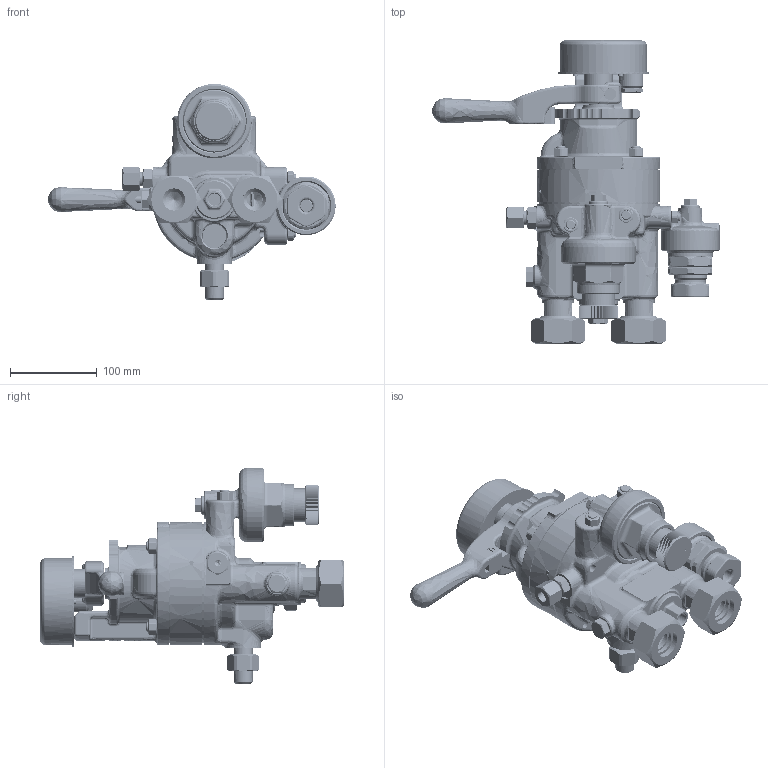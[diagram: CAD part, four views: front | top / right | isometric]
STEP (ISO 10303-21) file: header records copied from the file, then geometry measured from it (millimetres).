
FILE_DESCRIPTION(('FreeCAD Model'),'2;1');
FILE_NAME('Open CASCADE Shape Model','2025-05-07T20:56:10',('FreeCAD'),( 'FreeCAD'),'Open CASCADE STEP processor 7.6','FreeCAD','Unknown');
FILE_SCHEMA(('AUTOMOTIVE_DESIGN { 1 0 10303 214 1 1 1 1 }'));
Products named in the file (1): Open CASCADE STEP translator 7.6 1
Bounding box: 331.38 x 349.17 x 248.89 mm (x, y, z)
Surface area: 559001.7 mm2 (no closed solid volume)
Topology: 0 solids, 1 shells, 4199 faces, 10924 edges, 6835 vertices
Faces by surface type: bspline 4199
Entity records: 230560 total; most frequent: CARTESIAN_POINT 168118, ORIENTED_EDGE 21676, EDGE_CURVE 10854, B_SPLINE_CURVE_WITH_KNOTS 8143, VERTEX_POINT 6835, FACE_BOUND 4506, EDGE_LOOP 4506, ADVANCED_FACE 4199
